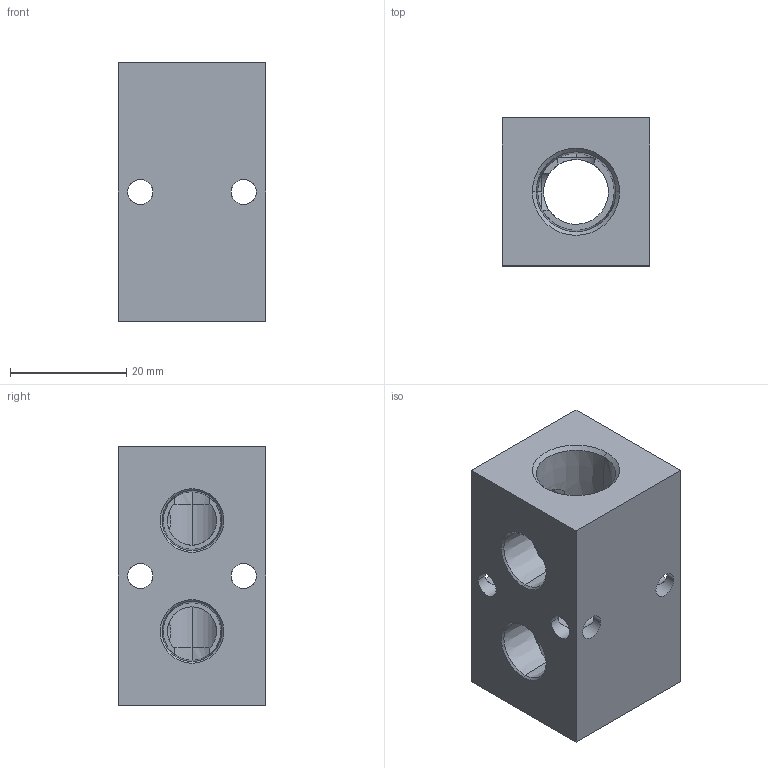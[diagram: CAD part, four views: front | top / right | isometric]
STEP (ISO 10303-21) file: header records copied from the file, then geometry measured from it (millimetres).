
FILE_DESCRIPTION (( 'STEP AP203' ), '1' );
FILE_NAME ('MRA-2CB-90.step', '2015-12-02T21:07:29', ( '' ), ( '' ), 'SwSTEP 2.0', 'SolidWorks 2015', '' );
FILE_SCHEMA (( 'CONFIG_CONTROL_DESIGN' ));
Length unit declared in the file: inch
Products named in the file (1): MRA-2CB-90
Bounding box: 25.4 x 25.4 x 44.45 mm (x, y, z)
Volume: 19850.5 mm3; surface area: 8599.2 mm2
Topology: 1 solids, 1 shells, 72 faces, 207 edges, 125 vertices
Faces by surface type: cylinder 34, cone 24, plane 14
Entity records: 2695 total; most frequent: CARTESIAN_POINT 816, ORIENTED_EDGE 414, DIRECTION 350, EDGE_CURVE 207, AXIS2_PLACEMENT_3D 139, VERTEX_POINT 125, EDGE_LOOP 86, VECTOR 72
